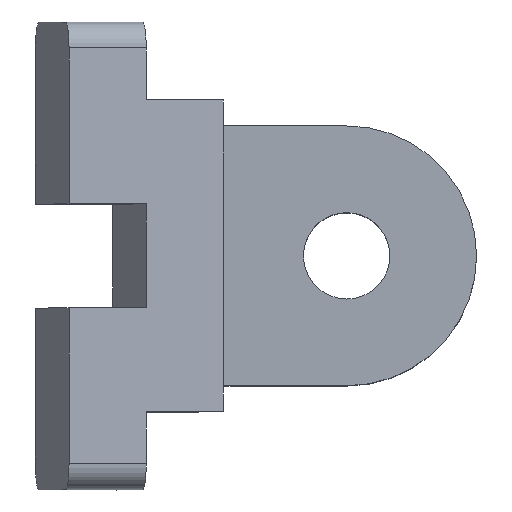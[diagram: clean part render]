
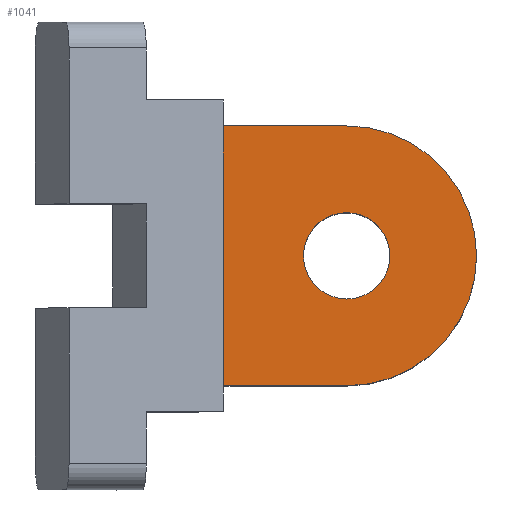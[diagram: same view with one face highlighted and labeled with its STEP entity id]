
A CAD part, top view. The second image highlights one B-rep face of the part: STEP entity #1041.
In plain terms, the highlighted face is planar.
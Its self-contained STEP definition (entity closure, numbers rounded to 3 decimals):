
#34 = AXIS2_PLACEMENT_3D ( 'NONE', #279, #260, #246 ) ;
#66 = VERTEX_POINT ( 'NONE', #672 ) ;
#76 = AXIS2_PLACEMENT_3D ( 'NONE', #941, #604, #1010 ) ;
#87 = PLANE ( 'NONE',  #301 ) ;
#89 = FACE_BOUND ( 'NONE', #676, .T. ) ;
#110 = CARTESIAN_POINT ( 'NONE',  ( -5., 6., -4.65 ) ) ;
#157 = AXIS2_PLACEMENT_3D ( 'NONE', #345, #527, #511 ) ;
#165 = ORIENTED_EDGE ( 'NONE', *, *, #977, .T. ) ;
#167 = ORIENTED_EDGE ( 'NONE', *, *, #457, .T. ) ;
#191 = VERTEX_POINT ( 'NONE', #1006 ) ;
#195 = FACE_OUTER_BOUND ( 'NONE', #694, .T. ) ;
#204 = VERTEX_POINT ( 'NONE', #1024 ) ;
#227 = ORIENTED_EDGE ( 'NONE', *, *, #500, .F. ) ;
#246 = DIRECTION ( 'NONE',  ( 0., -0.99, 0.139 ) ) ;
#260 = DIRECTION ( 'NONE',  ( 0., 0.139, 0.99 ) ) ;
#279 = CARTESIAN_POINT ( 'NONE',  ( 0., 10.7, -5.311 ) ) ;
#294 = ORIENTED_EDGE ( 'NONE', *, *, #568, .T. ) ;
#301 = AXIS2_PLACEMENT_3D ( 'NONE', #543, #915, #782 ) ;
#324 = CARTESIAN_POINT ( 'NONE',  ( -5., 6., -4.65 ) ) ;
#345 = CARTESIAN_POINT ( 'NONE',  ( 0., 10.7, -5.311 ) ) ;
#355 = EDGE_CURVE ( 'NONE', #801, #66, #1241, .T. ) ;
#385 = DIRECTION ( 'NONE',  ( 0., -0.99, 0.139 ) ) ;
#386 = ORIENTED_EDGE ( 'NONE', *, *, #508, .F. ) ;
#418 = DIRECTION ( 'NONE',  ( 0., -0.99, 0.139 ) ) ;
#434 = CARTESIAN_POINT ( 'NONE',  ( 5., -0.525, -3.733 ) ) ;
#436 = ORIENTED_EDGE ( 'NONE', *, *, #355, .F. ) ;
#457 = EDGE_CURVE ( 'NONE', #191, #66, #492, .T. ) ;
#492 = LINE ( 'NONE', #434, #1216 ) ;
#500 = EDGE_CURVE ( 'NONE', #191, #646, #733, .T. ) ;
#508 = EDGE_CURVE ( 'NONE', #646, #801, #698, .T. ) ;
#511 = DIRECTION ( 'NONE',  ( 0., -0.99, 0.139 ) ) ;
#527 = DIRECTION ( 'NONE',  ( 0., 0.139, 0.99 ) ) ;
#543 = CARTESIAN_POINT ( 'NONE',  ( -5., -0.525, -3.733 ) ) ;
#559 = VECTOR ( 'NONE', #385, 1000. ) ;
#568 = EDGE_CURVE ( 'NONE', #204, #1165, #1230, .T. ) ;
#599 = DIRECTION ( 'NONE',  ( 1., 0., 0. ) ) ;
#604 = DIRECTION ( 'NONE',  ( 0., 0.139, 0.99 ) ) ;
#646 = VERTEX_POINT ( 'NONE', #814 ) ;
#672 = CARTESIAN_POINT ( 'NONE',  ( 5., 6., -4.65 ) ) ;
#676 = EDGE_LOOP ( 'NONE', ( #294, #165 ) ) ;
#694 = EDGE_LOOP ( 'NONE', ( #227, #167, #436, #386 ) ) ;
#698 = LINE ( 'NONE', #718, #559 ) ;
#718 = CARTESIAN_POINT ( 'NONE',  ( -5., -0.525, -3.733 ) ) ;
#733 = CIRCLE ( 'NONE', #76, 5. ) ;
#768 = CIRCLE ( 'NONE', #157, 1.663 ) ;
#782 = DIRECTION ( 'NONE',  ( 0., -0.99, 0.139 ) ) ;
#801 = VERTEX_POINT ( 'NONE', #110 ) ;
#814 = CARTESIAN_POINT ( 'NONE',  ( -5., 10.7, -5.311 ) ) ;
#906 = VECTOR ( 'NONE', #599, 1000. ) ;
#915 = DIRECTION ( 'NONE',  ( 0., 0.139, 0.99 ) ) ;
#941 = CARTESIAN_POINT ( 'NONE',  ( 0., 10.7, -5.311 ) ) ;
#977 = EDGE_CURVE ( 'NONE', #1165, #204, #768, .T. ) ;
#999 = CARTESIAN_POINT ( 'NONE',  ( 0., 12.346, -5.542 ) ) ;
#1006 = CARTESIAN_POINT ( 'NONE',  ( 5., 10.7, -5.311 ) ) ;
#1010 = DIRECTION ( 'NONE',  ( 0., -0.99, 0.139 ) ) ;
#1024 = CARTESIAN_POINT ( 'NONE',  ( 0., 9.054, -5.079 ) ) ;
#1041 = ADVANCED_FACE ( 'NONE', ( #89, #195 ), #87, .F. ) ;
#1165 = VERTEX_POINT ( 'NONE', #999 ) ;
#1216 = VECTOR ( 'NONE', #418, 1000. ) ;
#1230 = CIRCLE ( 'NONE', #34, 1.663 ) ;
#1241 = LINE ( 'NONE', #324, #906 ) ;
